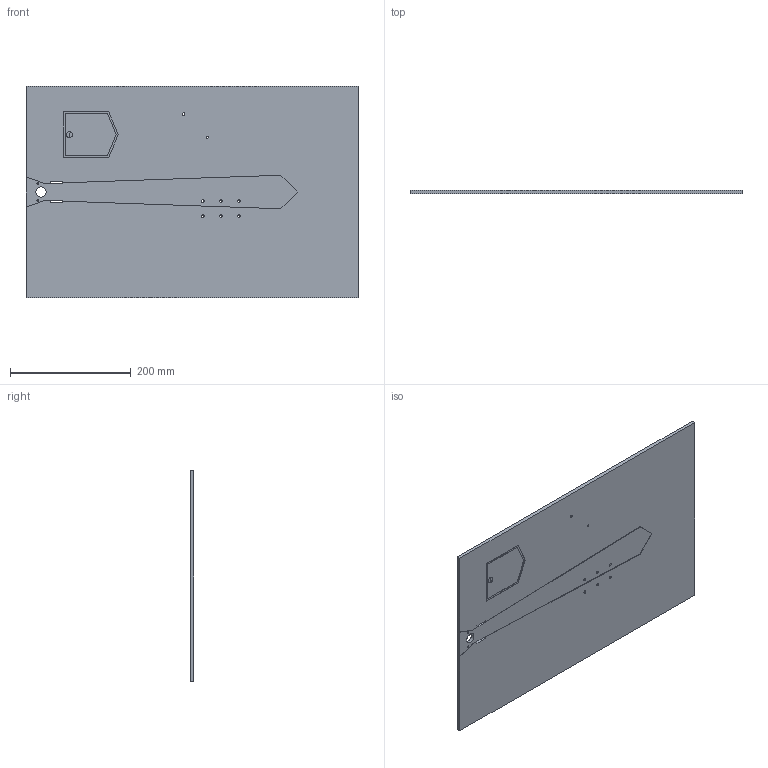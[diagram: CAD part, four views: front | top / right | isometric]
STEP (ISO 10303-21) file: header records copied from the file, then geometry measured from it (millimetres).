
FILE_DESCRIPTION(/* description */ (''),/* implementation_level */ '2;1');
FILE_NAME(/* name */ 'щиток.stp',/* time_stamp */ '2023-04-15T16:47:55+03:00',/* author */ ('User'),/* organization */ (''),/* preprocessor_version */ 'ST-DEVELOPER v18.1',/* originating_system */ 'Autodesk Inventor 2021',/* authorisation */ '');
FILE_SCHEMA (('AUTOMOTIVE_DESIGN { 1 0 10303 214 3 1 1 }'));
Length unit declared in the file: millimetre
Products named in the file (1): щиток
Bounding box: 550 x 6 x 350 mm (x, y, z)
Volume: 1142529.5 mm3; surface area: 397121.5 mm2
Topology: 1 solids, 1 shells, 53 faces, 144 edges, 96 vertices
Faces by surface type: plane 39, cylinder 14
Full cylindrical faces by diameter (mm): 1.5 x2, 3.2 x3, 4.2 x1, 4.3 x6, 10 x1
Entity records: 1759 total; most frequent: CARTESIAN_POINT 294, ORIENTED_EDGE 288, DIRECTION 280, EDGE_CURVE 144, LINE 116, VECTOR 116, VERTEX_POINT 96, EDGE_LOOP 82
